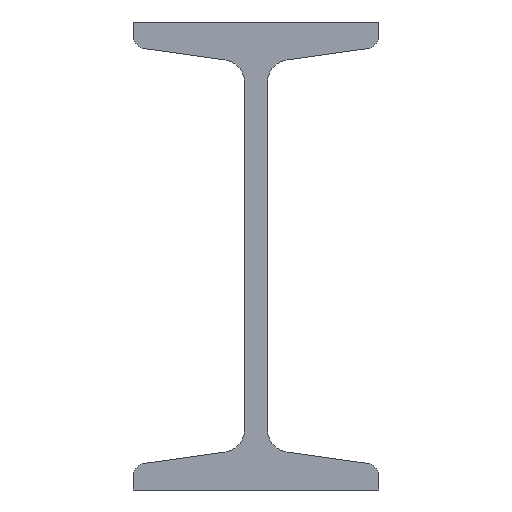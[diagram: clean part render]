
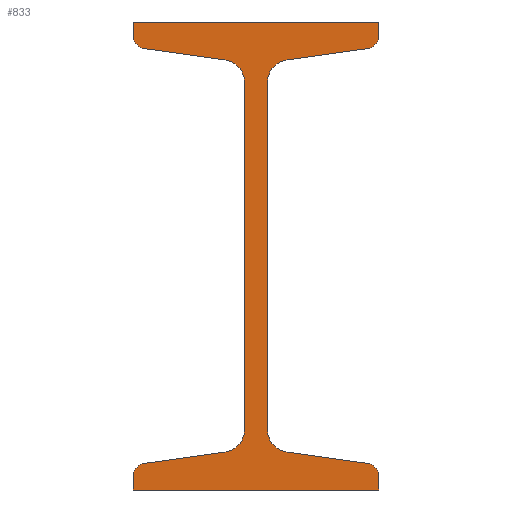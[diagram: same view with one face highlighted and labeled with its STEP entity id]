
A CAD part, front view. The second image highlights one B-rep face of the part: STEP entity #833.
In plain terms, the highlighted planar face has unit normal (0, -1, 0).
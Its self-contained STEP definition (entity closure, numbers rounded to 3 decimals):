
#2=DIRECTION('',(0.,0.,1.));
#3=VECTOR('',#2,2.267);
#4=CARTESIAN_POINT('',(-21.,0.,-40.));
#5=LINE('',#4,#3);
#6=CARTESIAN_POINT('',(-18.7,0.,-37.733));
#7=DIRECTION('',(0.,1.,0.));
#8=DIRECTION('',(-1.,0.,0.));
#9=AXIS2_PLACEMENT_3D('',#6,#7,#8);
#11=DIRECTION('',(0.99,0.,0.139));
#12=VECTOR('',#11,13.848);
#13=CARTESIAN_POINT('',(-19.02,0.,-35.455));
#14=LINE('',#13,#12);
#15=CARTESIAN_POINT('',(-5.85,0.,-29.666));
#16=DIRECTION('',(0.,-1.,0.));
#17=DIRECTION('',(0.139,0.,-0.99));
#18=AXIS2_PLACEMENT_3D('',#15,#16,#17);
#20=DIRECTION('',(0.,0.,1.));
#21=VECTOR('',#20,59.332);
#22=CARTESIAN_POINT('',(-1.95,0.,-29.666));
#23=LINE('',#22,#21);
#24=CARTESIAN_POINT('',(-5.85,0.,29.666));
#25=DIRECTION('',(0.,-1.,0.));
#26=DIRECTION('',(1.,0.,0.));
#27=AXIS2_PLACEMENT_3D('',#24,#25,#26);
#29=DIRECTION('',(-0.99,0.,0.139));
#30=VECTOR('',#29,13.848);
#31=CARTESIAN_POINT('',(-5.307,0.,33.528));
#32=LINE('',#31,#30);
#33=CARTESIAN_POINT('',(-18.7,0.,37.733));
#34=DIRECTION('',(0.,1.,0.));
#35=DIRECTION('',(-0.139,0.,-0.99));
#36=AXIS2_PLACEMENT_3D('',#33,#34,#35);
#38=DIRECTION('',(0.,0.,1.));
#39=VECTOR('',#38,2.267);
#40=CARTESIAN_POINT('',(-21.,0.,37.733));
#41=LINE('',#40,#39);
#42=DIRECTION('',(1.,0.,0.));
#43=VECTOR('',#42,42.);
#44=CARTESIAN_POINT('',(-21.,0.,40.));
#45=LINE('',#44,#43);
#46=DIRECTION('',(0.,0.,-1.));
#47=VECTOR('',#46,2.267);
#48=CARTESIAN_POINT('',(21.,0.,40.));
#49=LINE('',#48,#47);
#50=CARTESIAN_POINT('',(18.7,0.,37.733));
#51=DIRECTION('',(0.,1.,0.));
#52=DIRECTION('',(1.,0.,0.));
#53=AXIS2_PLACEMENT_3D('',#50,#51,#52);
#55=DIRECTION('',(-0.99,0.,-0.139));
#56=VECTOR('',#55,13.848);
#57=CARTESIAN_POINT('',(19.02,0.,35.455));
#58=LINE('',#57,#56);
#59=CARTESIAN_POINT('',(5.85,0.,29.666));
#60=DIRECTION('',(0.,-1.,0.));
#61=DIRECTION('',(-0.139,0.,0.99));
#62=AXIS2_PLACEMENT_3D('',#59,#60,#61);
#64=DIRECTION('',(0.,0.,-1.));
#65=VECTOR('',#64,59.332);
#66=CARTESIAN_POINT('',(1.95,0.,29.666));
#67=LINE('',#66,#65);
#68=CARTESIAN_POINT('',(5.85,0.,-29.666));
#69=DIRECTION('',(0.,-1.,0.));
#70=DIRECTION('',(-1.,0.,0.));
#71=AXIS2_PLACEMENT_3D('',#68,#69,#70);
#73=DIRECTION('',(0.99,0.,-0.139));
#74=VECTOR('',#73,13.848);
#75=CARTESIAN_POINT('',(5.307,0.,-33.528));
#76=LINE('',#75,#74);
#77=CARTESIAN_POINT('',(18.7,0.,-37.733));
#78=DIRECTION('',(0.,1.,0.));
#79=DIRECTION('',(0.139,0.,0.99));
#80=AXIS2_PLACEMENT_3D('',#77,#78,#79);
#82=DIRECTION('',(0.,0.,-1.));
#83=VECTOR('',#82,2.267);
#84=CARTESIAN_POINT('',(21.,0.,-37.733));
#85=LINE('',#84,#83);
#86=DIRECTION('',(-1.,0.,0.));
#87=VECTOR('',#86,42.);
#88=CARTESIAN_POINT('',(21.,0.,-40.));
#89=LINE('',#88,#87);
#594=CARTESIAN_POINT('',(-21.,0.,-40.));
#595=CARTESIAN_POINT('',(-21.,0.,-37.733));
#596=VERTEX_POINT('',#594);
#597=VERTEX_POINT('',#595);
#598=CARTESIAN_POINT('',(-19.02,0.,-35.455));
#599=VERTEX_POINT('',#598);
#600=CARTESIAN_POINT('',(-5.307,0.,-33.528));
#601=VERTEX_POINT('',#600);
#602=CARTESIAN_POINT('',(-1.95,0.,-29.666));
#603=VERTEX_POINT('',#602);
#604=CARTESIAN_POINT('',(-1.95,0.,29.666));
#605=VERTEX_POINT('',#604);
#606=CARTESIAN_POINT('',(-5.307,0.,33.528));
#607=VERTEX_POINT('',#606);
#608=CARTESIAN_POINT('',(-19.02,0.,35.455));
#609=VERTEX_POINT('',#608);
#610=CARTESIAN_POINT('',(-21.,0.,37.733));
#611=VERTEX_POINT('',#610);
#612=CARTESIAN_POINT('',(-21.,0.,40.));
#613=VERTEX_POINT('',#612);
#614=CARTESIAN_POINT('',(21.,0.,40.));
#615=VERTEX_POINT('',#614);
#616=CARTESIAN_POINT('',(21.,0.,37.733));
#617=VERTEX_POINT('',#616);
#618=CARTESIAN_POINT('',(19.02,0.,35.455));
#619=VERTEX_POINT('',#618);
#620=CARTESIAN_POINT('',(5.307,0.,33.528));
#621=VERTEX_POINT('',#620);
#622=CARTESIAN_POINT('',(1.95,0.,29.666));
#623=VERTEX_POINT('',#622);
#624=CARTESIAN_POINT('',(1.95,0.,-29.666));
#625=VERTEX_POINT('',#624);
#626=CARTESIAN_POINT('',(5.307,0.,-33.528));
#627=VERTEX_POINT('',#626);
#628=CARTESIAN_POINT('',(19.02,0.,-35.455));
#629=VERTEX_POINT('',#628);
#630=CARTESIAN_POINT('',(21.,0.,-37.733));
#631=VERTEX_POINT('',#630);
#632=CARTESIAN_POINT('',(21.,0.,-40.));
#633=VERTEX_POINT('',#632);
#786=CARTESIAN_POINT('',(0.,0.,0.));
#787=DIRECTION('',(0.,1.,0.));
#788=DIRECTION('',(1.,0.,0.));
#789=AXIS2_PLACEMENT_3D('',#786,#787,#788);
#790=PLANE('',#789);
#792=ORIENTED_EDGE('',*,*,#791,.T.);
#794=ORIENTED_EDGE('',*,*,#793,.T.);
#796=ORIENTED_EDGE('',*,*,#795,.T.);
#798=ORIENTED_EDGE('',*,*,#797,.T.);
#800=ORIENTED_EDGE('',*,*,#799,.T.);
#802=ORIENTED_EDGE('',*,*,#801,.T.);
#804=ORIENTED_EDGE('',*,*,#803,.T.);
#806=ORIENTED_EDGE('',*,*,#805,.T.);
#808=ORIENTED_EDGE('',*,*,#807,.T.);
#810=ORIENTED_EDGE('',*,*,#809,.T.);
#812=ORIENTED_EDGE('',*,*,#811,.T.);
#814=ORIENTED_EDGE('',*,*,#813,.T.);
#816=ORIENTED_EDGE('',*,*,#815,.T.);
#818=ORIENTED_EDGE('',*,*,#817,.T.);
#820=ORIENTED_EDGE('',*,*,#819,.T.);
#822=ORIENTED_EDGE('',*,*,#821,.T.);
#824=ORIENTED_EDGE('',*,*,#823,.T.);
#826=ORIENTED_EDGE('',*,*,#825,.T.);
#828=ORIENTED_EDGE('',*,*,#827,.T.);
#830=ORIENTED_EDGE('',*,*,#829,.T.);
#831=EDGE_LOOP('',(#792,#794,#796,#798,#800,#802,#804,#806,#808,#810,#812,#814,
#816,#818,#820,#822,#824,#826,#828,#830));
#832=FACE_OUTER_BOUND('',#831,.F.);
#833=ADVANCED_FACE('',(#832),#790,.F.);
#10=CIRCLE('',#9,2.3);
#19=CIRCLE('',#18,3.9);
#28=CIRCLE('',#27,3.9);
#37=CIRCLE('',#36,2.3);
#54=CIRCLE('',#53,2.3);
#63=CIRCLE('',#62,3.9);
#72=CIRCLE('',#71,3.9);
#81=CIRCLE('',#80,2.3);
#791=EDGE_CURVE('',#596,#597,#5,.T.);
#793=EDGE_CURVE('',#597,#599,#10,.T.);
#795=EDGE_CURVE('',#599,#601,#14,.T.);
#797=EDGE_CURVE('',#601,#603,#19,.T.);
#799=EDGE_CURVE('',#603,#605,#23,.T.);
#801=EDGE_CURVE('',#605,#607,#28,.T.);
#803=EDGE_CURVE('',#607,#609,#32,.T.);
#805=EDGE_CURVE('',#609,#611,#37,.T.);
#807=EDGE_CURVE('',#611,#613,#41,.T.);
#809=EDGE_CURVE('',#613,#615,#45,.T.);
#811=EDGE_CURVE('',#615,#617,#49,.T.);
#813=EDGE_CURVE('',#617,#619,#54,.T.);
#815=EDGE_CURVE('',#619,#621,#58,.T.);
#817=EDGE_CURVE('',#621,#623,#63,.T.);
#819=EDGE_CURVE('',#623,#625,#67,.T.);
#821=EDGE_CURVE('',#625,#627,#72,.T.);
#823=EDGE_CURVE('',#627,#629,#76,.T.);
#825=EDGE_CURVE('',#629,#631,#81,.T.);
#827=EDGE_CURVE('',#631,#633,#85,.T.);
#829=EDGE_CURVE('',#633,#596,#89,.T.);
